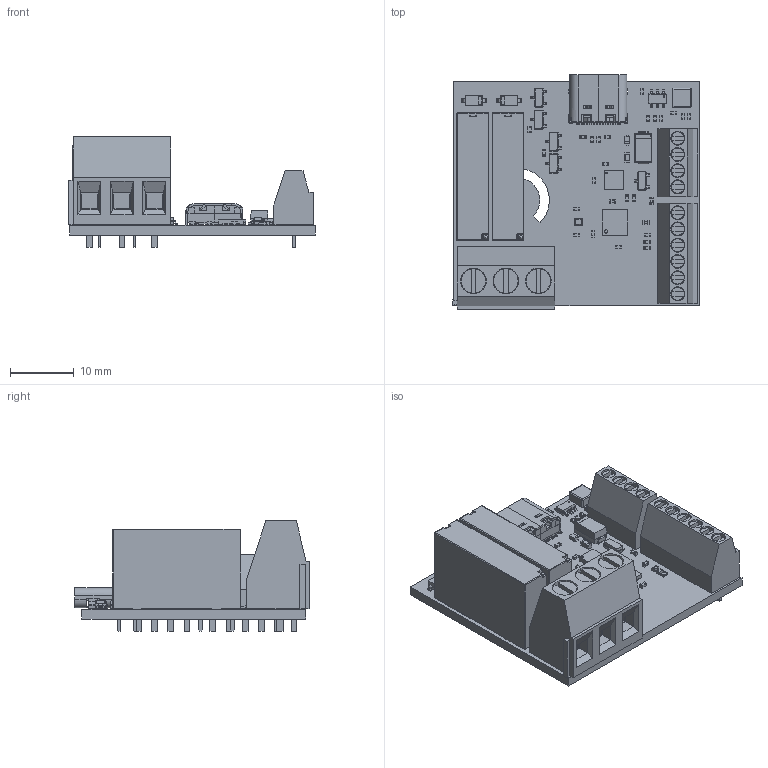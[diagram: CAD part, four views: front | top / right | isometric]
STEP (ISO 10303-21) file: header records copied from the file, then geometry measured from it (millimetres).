
FILE_DESCRIPTION(('KiCad electronic assembly'),'2;1');
FILE_NAME('espcan-2gang-rev1.step','2025-11-07T11:37:57',('Pcbnew'),( 'Kicad'),'Open CASCADE STEP processor 7.9','KiCad to STEP converter' ,'Unknown');
FILE_SCHEMA(('AUTOMOTIVE_DESIGN { 1 0 10303 214 1 1 1 1 }'));
Length unit declared in the file: millimetre
Products named in the file (20): espcan-2gang-rev1 1; SOT-23; C_0402_1005Metric; R_0402_1005Metric; WSON-8-1EP_3x3mm_P0.5mm_EP1.6x2.0mm; QFN-28-1EP_4x4mm_P0.4mm_EP2.4x2.4mm; HF49FD; TerminalBlock_Phoenix_MPT-0,5-6-2.54_1x06_P2.54mm_Horizontal; TSOT-23-6; D_SOD-123; C_0603_1608Metric; L_Sunlord_SWPA3015S; espcan-2gang-rev1 1.25.1; TerminalBlock_Phoenix_MKDS-1,5-3-5.08_1x03_P5.08mm_Horizontal; USB_C_Receptacle_GCT_USB4105-xx-A_16P_TopMnt_Horizontal; Crystal_SMD_1210-4Pin_1.2x1.0mm; D_SMA; TerminalBlock_Phoenix_MPT-0,5-4-2.54_1x04_P2.54mm_Horizontal; D_SOD-523; espcan-2gang_PCB
Assembly tree (50 placements, depth 3):
  espcan-2gang-rev1 1
    SOT-23  x5
    C_0402_1005Metric  x14
    R_0402_1005Metric  x13
    WSON-8-1EP_3x3mm_P0.5mm_EP1.6x2.0mm
    QFN-28-1EP_4x4mm_P0.4mm_EP2.4x2.4mm
    HF49FD  x2
    TerminalBlock_Phoenix_MPT-0,5-6-2.54_1x06_P2.54mm_Horizontal
    TSOT-23-6
    D_SOD-123  x2
    C_0603_1608Metric
    L_Sunlord_SWPA3015S
      espcan-2gang-rev1 1.25.1
    TerminalBlock_Phoenix_MKDS-1,5-3-5.08_1x03_P5.08mm_Horizontal
    USB_C_Receptacle_GCT_USB4105-xx-A_16P_TopMnt_Horizontal
    Crystal_SMD_1210-4Pin_1.2x1.0mm
    D_SMA
    TerminalBlock_Phoenix_MPT-0,5-4-2.54_1x04_P2.54mm_Horizontal
    D_SOD-523
    espcan-2gang_PCB
Bounding box: 38.66 x 36.7 x 17.3 mm (x, y, z)
Volume: 7210.2 mm3; surface area: 9647.6 mm2
Topology: 86 solids, 86 shells, 3264 faces, 8304 edges, 5268 vertices
Faces by surface type: plane 2223, cylinder 755, bspline 200, torus 46, sphere 32, cone 8
Full cylindrical faces by diameter (mm): 0.25 x1, 0.5 x5, 0.65 x2, 0.95 x4, 1.15 x4, 1.2 x10, 1.3 x3, 2 x10, 2.2 x10, 3.8 x3, 4 x3
Entity records: 79178 total; most frequent: CARTESIAN_POINT 11809, ORIENTED_EDGE 10832, DIRECTION 10423, EDGE_CURVE 5416, LINE 4195, VECTOR 4195, VERTEX_POINT 3436, AXIS2_PLACEMENT_3D 3114
